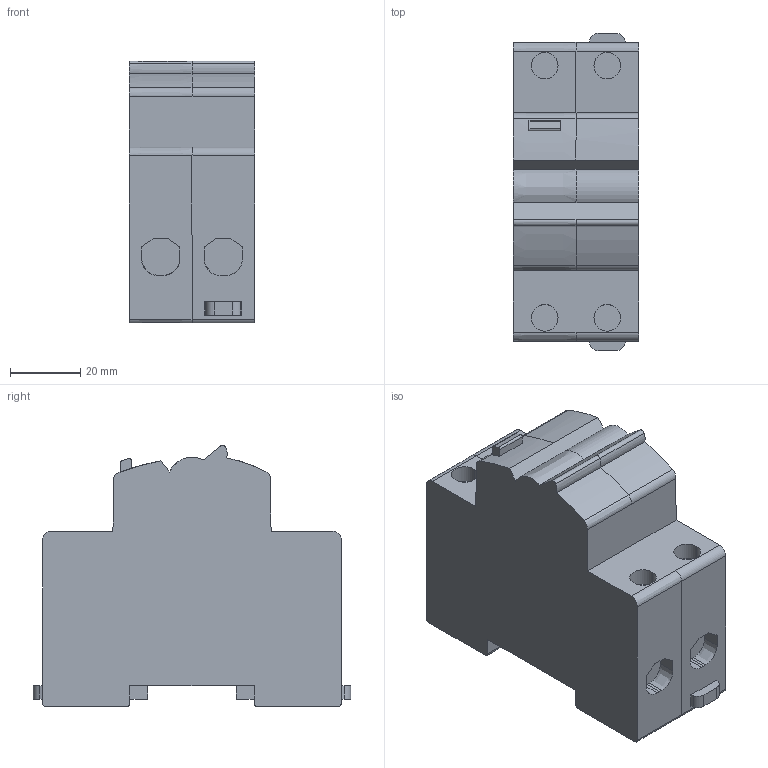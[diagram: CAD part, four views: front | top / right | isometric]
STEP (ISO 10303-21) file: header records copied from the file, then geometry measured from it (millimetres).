
FILE_DESCRIPTION(('CATIA V5 STEP Exchange','CAx-IF Rec.Pracs.--- Model Styling and Organization---1.4--- 2014-01-23'),'2;1');
FILE_NAME('MDC cubo.stp','2020-02-05T13:34:45+00:00',('none'),('none'),'CATIA Version 5-6 Release 2016 SP4','CATIA V5 STEP AP214','none');
FILE_SCHEMA(('AUTOMOTIVE_DESIGN { 1 0 10303 214 1 1 1 1 }'));
Length unit declared in the file: millimetre
Products named in the file (1): MDC cubo
Bounding box: 35.6 x 90.32 x 74.45 mm (x, y, z)
Volume: 172662.6 mm3; surface area: 22619.3 mm2
Topology: 1 solids, 1 shells, 124 faces, 326 edges, 215 vertices
Faces by surface type: plane 75, cylinder 31, extrusion 18
Entity records: 3831 total; most frequent: CARTESIAN_POINT 886, ORIENTED_EDGE 652, DIRECTION 484, EDGE_CURVE 326, VECTOR 255, LINE 237, VERTEX_POINT 215, AXIS2_PLACEMENT_3D 146
